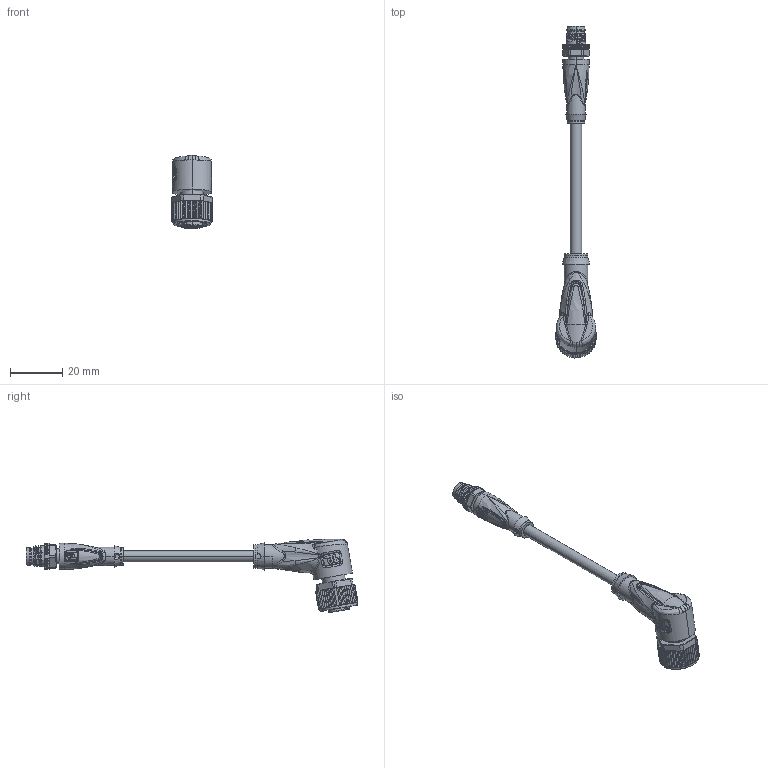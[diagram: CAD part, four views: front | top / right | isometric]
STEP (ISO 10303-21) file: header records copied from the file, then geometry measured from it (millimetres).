
FILE_DESCRIPTION(('STEP AP214'),'1');
FILE_NAME('cctmp_BE1BEE89-D40A-4B06-87E1-7E43650593AB_2022_04_27_10_56_35_0534..stp','2022-04-27T08:56:45',('KiM GmbH'),('CADClick - www.CADClick.com'),'Spatial InterOp 3D postprocessed',' ','unknown authorization');
FILE_SCHEMA(('AUTOMOTIVE_DESIGN'));
Length unit declared in the file: millimetre
Products named in the file (9): Connection2; Connection2_2; Connection2_1; T196103_1; Cable; Connection1; Connection1_2; Connection1_1; T196103
Assembly tree (8 placements, depth 4):
  T196103
    T196103_1
      Connection2
        Connection2_2
        Connection2_1
      Cable
      Connection1
        Connection1_2
        Connection1_1
Bounding box: 15.4 x 127.16 x 28.05 mm (x, y, z)
Volume: 8728.2 mm3; surface area: 6887.1 mm2
Topology: 7 solids, 29 shells, 1832 faces, 4791 edges, 3044 vertices
Faces by surface type: plane 844, cylinder 319, bspline 258, torus 242, cone 147, extrusion 16, sphere 6
Entity records: 96815 total; most frequent: CARTESIAN_POINT 45750, ORIENTED_EDGE 9520, DIRECTION 8091, EDGE_CURVE 4782, VERTEX_POINT 3044, AXIS2_PLACEMENT_3D 2842, STYLED_ITEM 2479, PRESENTATION_STYLE_ASSIGNMENT 2479
